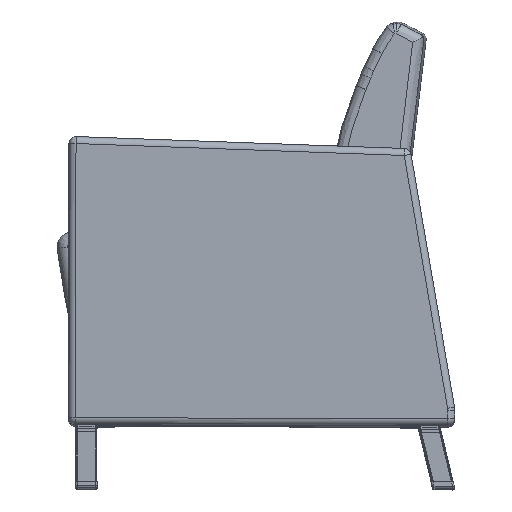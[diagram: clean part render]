
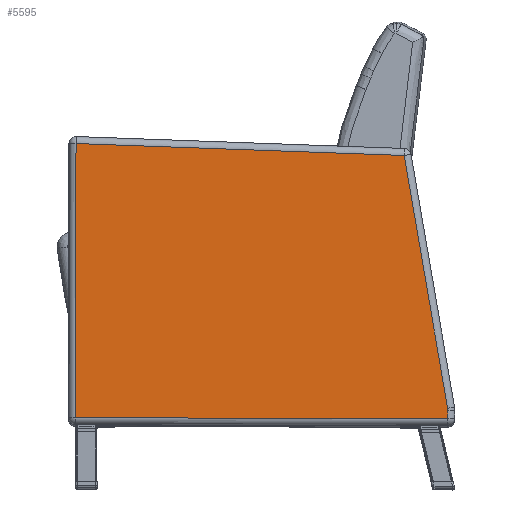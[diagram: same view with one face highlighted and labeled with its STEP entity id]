
A CAD part, top view. The second image highlights one B-rep face of the part: STEP entity #5595.
In plain terms, the highlighted face is planar.
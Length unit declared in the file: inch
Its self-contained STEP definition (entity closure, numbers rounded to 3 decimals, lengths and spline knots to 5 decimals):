
#241=PLANE('',#6269);
#682=FACE_OUTER_BOUND('',#1047,.T.);
#1047=EDGE_LOOP('',(#4531,#4532,#4533,#4534,#4535,#4536));
#1345=CIRCLE('',#6247,2.76057);
#1512=LINE('',#12655,#1877);
#1515=LINE('',#12662,#1880);
#1521=LINE('',#12712,#1886);
#1522=LINE('',#12745,#1887);
#1527=LINE('',#12764,#1892);
#1877=VECTOR('',#7073,0.3937);
#1880=VECTOR('',#7080,0.3937);
#1886=VECTOR('',#7102,0.3937);
#1887=VECTOR('',#7111,0.3937);
#1892=VECTOR('',#7136,0.3937);
#2584=VERTEX_POINT('',#12613);
#2590=VERTEX_POINT('',#12630);
#2597=VERTEX_POINT('',#12658);
#2607=VERTEX_POINT('',#12709);
#2608=VERTEX_POINT('',#12711);
#2610=VERTEX_POINT('',#12730);
#3253=EDGE_CURVE('',#2584,#2590,#1512,.T.);
#3257=EDGE_CURVE('',#2590,#2597,#1515,.T.);
#3269=EDGE_CURVE('',#2607,#2608,#1521,.T.);
#3272=EDGE_CURVE('',#2608,#2610,#1345,.T.);
#3274=EDGE_CURVE('',#2610,#2584,#1522,.T.);
#3285=EDGE_CURVE('',#2597,#2607,#1527,.T.);
#4531=ORIENTED_EDGE('',*,*,#3269,.F.);
#4532=ORIENTED_EDGE('',*,*,#3285,.F.);
#4533=ORIENTED_EDGE('',*,*,#3257,.F.);
#4534=ORIENTED_EDGE('',*,*,#3253,.F.);
#4535=ORIENTED_EDGE('',*,*,#3274,.F.);
#4536=ORIENTED_EDGE('',*,*,#3272,.F.);
#5595=ADVANCED_FACE('',(#682),#241,.F.);
#6247=AXIS2_PLACEMENT_3D('',#12731,#7107,#7108);
#6269=AXIS2_PLACEMENT_3D('',#12779,#7161,#7162);
#7073=DIRECTION('',(1.,0.,0.));
#7080=DIRECTION('',(0.,1.,0.));
#7102=DIRECTION('',(-0.171,-0.985,0.));
#7107=DIRECTION('center_axis',(0.,0.,1.));
#7108=DIRECTION('ref_axis',(-0.998,0.067,0.));
#7111=DIRECTION('',(0.,-1.,0.));
#7136=DIRECTION('',(-0.999,-0.034,0.));
#7161=DIRECTION('center_axis',(0.,0.,1.));
#7162=DIRECTION('ref_axis',(1.,0.,0.));
#12613=CARTESIAN_POINT('',(-12.80724,-9.46034,-1.5));
#12630=CARTESIAN_POINT('',(13.64695,-9.46034,-1.5));
#12655=CARTESIAN_POINT('',(-6.44369,-9.46034,-1.5));
#12658=CARTESIAN_POINT('',(13.64695,10.02647,-1.5));
#12662=CARTESIAN_POINT('',(13.64695,-4.83864,-1.5));
#12709=CARTESIAN_POINT('',(-9.67074,9.22367,-1.5));
#12711=CARTESIAN_POINT('',(-12.79597,-8.73029,-1.5));
#12712=CARTESIAN_POINT('',(-10.27762,5.73723,-1.5));
#12730=CARTESIAN_POINT('',(-12.80724,-8.90205,-1.5));
#12731=CARTESIAN_POINT('Origin',(-10.04831,-8.99696,-1.5));
#12745=CARTESIAN_POINT('',(-12.80724,-4.30537,-1.5));
#12764=CARTESIAN_POINT('',(6.8737,9.79327,-1.5));
#12779=CARTESIAN_POINT('Origin',(0.41985,0.28306,-1.5));
